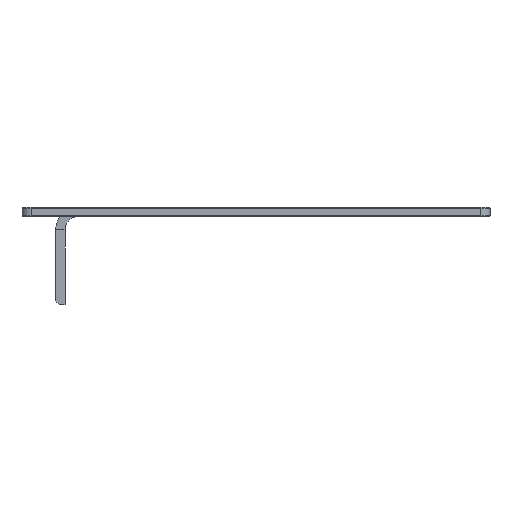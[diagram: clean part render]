
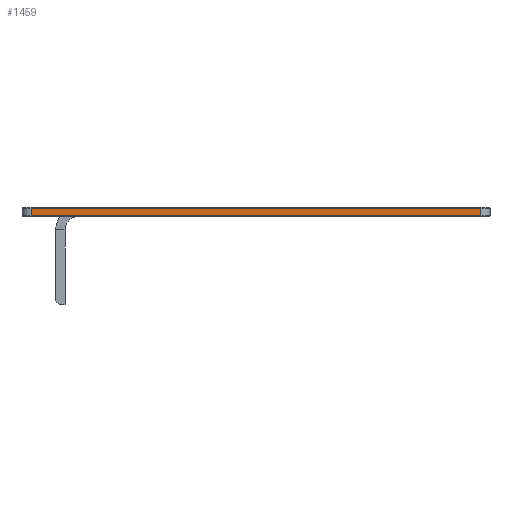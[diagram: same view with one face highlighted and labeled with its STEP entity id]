
A CAD part, left-side view. The second image highlights one B-rep face of the part: STEP entity #1459.
In plain terms, the highlighted planar face has unit normal (-1, 0, 0).
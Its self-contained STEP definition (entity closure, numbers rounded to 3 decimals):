
#426 = VERTEX_POINT('',#427);
#427 = CARTESIAN_POINT('',(69.504,-20.,
    248.534));
#476 = VERTEX_POINT('',#477);
#477 = CARTESIAN_POINT('',(69.504,-260.,
    248.534));
#483 = EDGE_CURVE('',#426,#476,#484,.T.);
#484 = LINE('',#485,#486);
#485 = CARTESIAN_POINT('',(69.504,-20.,
    248.534));
#486 = VECTOR('',#487,1.);
#487 = DIRECTION('',(-0.,-1.,-0.));
#1415 = VERTEX_POINT('',#1416);
#1416 = CARTESIAN_POINT('',(69.504,-20.,
    252.534));
#1423 = EDGE_CURVE('',#426,#1415,#1424,.T.);
#1424 = LINE('',#1425,#1426);
#1425 = CARTESIAN_POINT('',(69.504,-20.,
    248.034));
#1426 = VECTOR('',#1427,1.);
#1427 = DIRECTION('',(0.,0.,1.));
#1459 = ADVANCED_FACE('',(#1460),#1478,.T.);
#1460 = FACE_BOUND('',#1461,.T.);
#1461 = EDGE_LOOP('',(#1462,#1470,#1476,#1477));
#1462 = ORIENTED_EDGE('',*,*,#1463,.T.);
#1463 = EDGE_CURVE('',#476,#1464,#1466,.T.);
#1464 = VERTEX_POINT('',#1465);
#1465 = CARTESIAN_POINT('',(69.504,-260.,
    252.534));
#1466 = LINE('',#1467,#1468);
#1467 = CARTESIAN_POINT('',(69.504,-260.,
    248.034));
#1468 = VECTOR('',#1469,1.);
#1469 = DIRECTION('',(0.,0.,1.));
#1470 = ORIENTED_EDGE('',*,*,#1471,.F.);
#1471 = EDGE_CURVE('',#1415,#1464,#1472,.T.);
#1472 = LINE('',#1473,#1474);
#1473 = CARTESIAN_POINT('',(69.504,-20.,
    252.534));
#1474 = VECTOR('',#1475,1.);
#1475 = DIRECTION('',(-0.,-1.,-0.));
#1476 = ORIENTED_EDGE('',*,*,#1423,.F.);
#1477 = ORIENTED_EDGE('',*,*,#483,.T.);
#1478 = PLANE('',#1479);
#1479 = AXIS2_PLACEMENT_3D('',#1480,#1481,#1482);
#1480 = CARTESIAN_POINT('',(69.504,-260.,
    248.034));
#1481 = DIRECTION('',(-1.,0.,0.));
#1482 = DIRECTION('',(0.,1.,0.));
